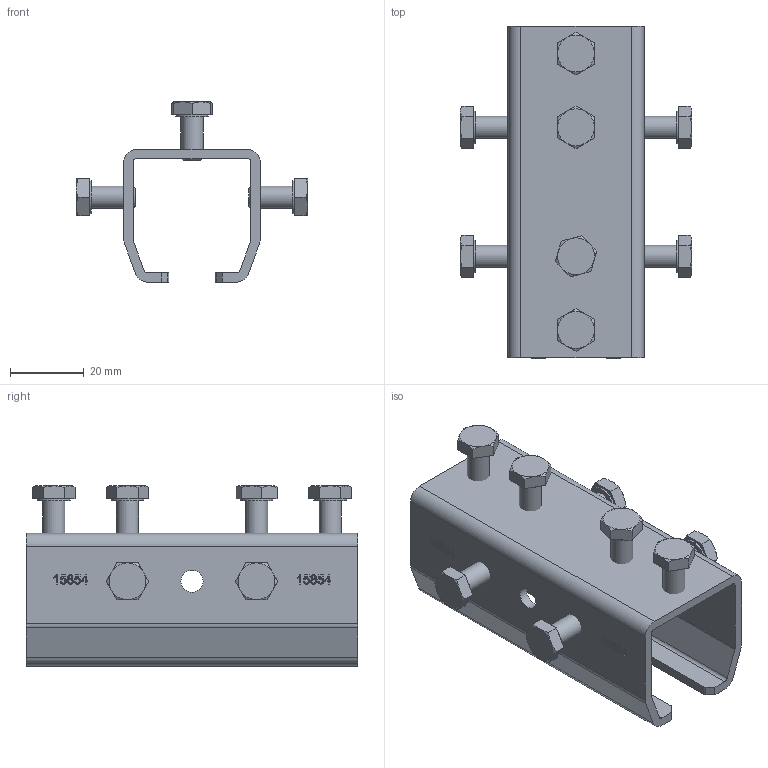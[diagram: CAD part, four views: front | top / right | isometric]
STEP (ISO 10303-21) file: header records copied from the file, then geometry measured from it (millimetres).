
FILE_DESCRIPTION((''),'2;1');
FILE_NAME('9011M.stp','2009-08-25T14:35:13',('Marc'),(''),'Autodesk Inventor 2010','Autodesk Inventor 2010','');
FILE_SCHEMA(('AUTOMOTIVE_DESIGN { 1 0 10303 214 1 1 1 1 }'));
Length unit declared in the file: millimetre
Products named in the file (3): 9011M; 15854; 04563
Assembly tree (9 placements, depth 2):
  9011M
    15854
    04563  x8
Bounding box: 62.77 x 90 x 48.89 mm (x, y, z)
Volume: 30633.2 mm3; surface area: 25854.6 mm2
Topology: 9 solids, 9 shells, 458 faces, 1120 edges, 730 vertices
Faces by surface type: plane 264, bspline 77, cylinder 61, cone 56
Full cylindrical faces by diameter (mm): 1.151 x2, 1.25 x2, 4.917 x4, 6 x9, 8.88 x8
Entity records: 10616 total; most frequent: CARTESIAN_POINT 2932, ORIENTED_EDGE 1662, DIRECTION 1306, EDGE_CURVE 831, VECTOR 564, LINE 564, VERTEX_POINT 563, EDGE_LOOP 398
